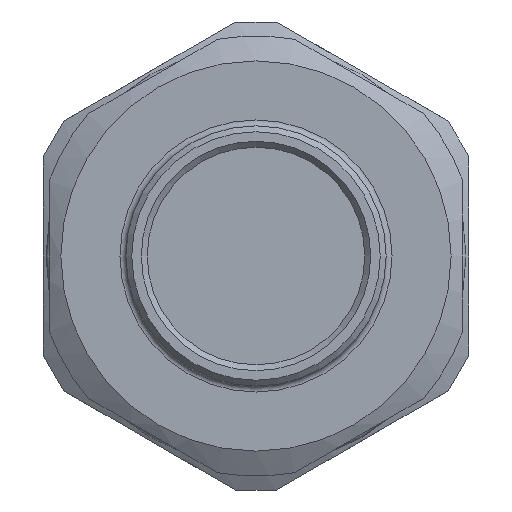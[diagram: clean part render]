
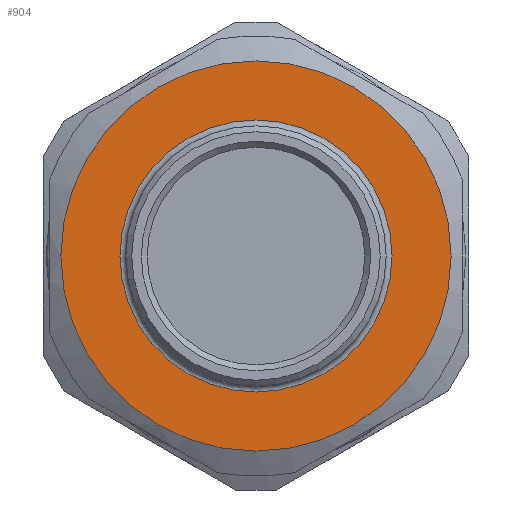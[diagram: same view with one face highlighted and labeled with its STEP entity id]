
A CAD part, front view. The second image highlights one B-rep face of the part: STEP entity #904.
In plain terms, the highlighted planar face has unit normal (0, -1, 0).
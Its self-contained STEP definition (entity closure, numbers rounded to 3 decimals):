
#69=FACE_BOUND('',#186,.T.);
#83=PLANE('',#1013);
#129=FACE_OUTER_BOUND('',#185,.T.);
#185=EDGE_LOOP('',(#685));
#186=EDGE_LOOP('',(#686));
#252=CIRCLE('',#1012,11.5);
#253=CIRCLE('',#1014,16.5);
#386=VERTEX_POINT('',#1647);
#387=VERTEX_POINT('',#1651);
#496=EDGE_CURVE('',#386,#386,#252,.T.);
#497=EDGE_CURVE('',#387,#387,#253,.T.);
#685=ORIENTED_EDGE('',*,*,#497,.F.);
#686=ORIENTED_EDGE('',*,*,#496,.T.);
#904=ADVANCED_FACE('',(#129,#69),#83,.T.);
#1012=AXIS2_PLACEMENT_3D('',#1649,#1192,#1193);
#1013=AXIS2_PLACEMENT_3D('',#1650,#1194,#1195);
#1014=AXIS2_PLACEMENT_3D('',#1652,#1196,#1197);
#1192=DIRECTION('center_axis',(0.,1.,0.));
#1193=DIRECTION('ref_axis',(-1.,0.,0.));
#1194=DIRECTION('center_axis',(0.,-1.,0.));
#1195=DIRECTION('ref_axis',(0.,0.,
-1.));
#1196=DIRECTION('center_axis',(0.,1.,0.));
#1197=DIRECTION('ref_axis',(-1.,0.,0.));
#1647=CARTESIAN_POINT('',(132.669,74.847,134.49));
#1649=CARTESIAN_POINT('Origin',(132.669,74.847,145.99));
#1650=CARTESIAN_POINT('Origin',(118.669,74.847,145.99));
#1651=CARTESIAN_POINT('',(149.169,74.847,145.99));
#1652=CARTESIAN_POINT('Origin',(132.669,74.847,145.99));
